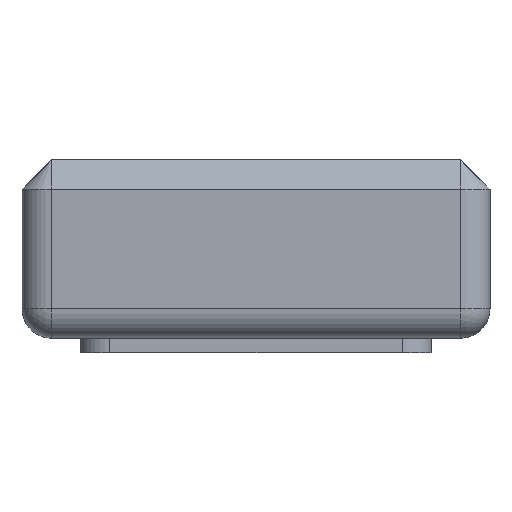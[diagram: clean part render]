
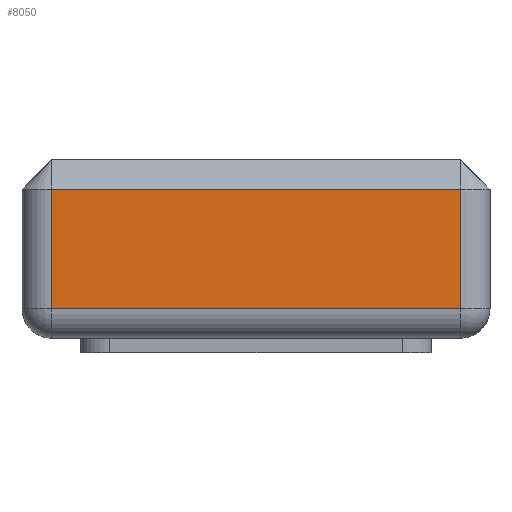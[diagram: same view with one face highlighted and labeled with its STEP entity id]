
A CAD part, left-side view. The second image highlights one B-rep face of the part: STEP entity #8050.
In plain terms, the highlighted planar face has unit normal (-1, 0, 0).
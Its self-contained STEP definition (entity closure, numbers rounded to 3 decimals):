
#7108 = PLANE('',#7109);
#7109 = AXIS2_PLACEMENT_3D('',#7110,#7111,#7112);
#7110 = CARTESIAN_POINT('',(-0.75,0.,0.305));
#7111 = DIRECTION('',(-0.707,0.,0.707));
#7112 = DIRECTION('',(0.,1.,0.));
#7364 = CYLINDRICAL_SURFACE('',#7365,0.05);
#7365 = AXIS2_PLACEMENT_3D('',#7366,#7367,#7368);
#7366 = CARTESIAN_POINT('',(-0.75,0.4,0.05));
#7367 = DIRECTION('',(0.,-1.,0.));
#7368 = DIRECTION('',(0.,0.,-1.));
#7972 = CYLINDRICAL_SURFACE('',#7973,0.05);
#7973 = AXIS2_PLACEMENT_3D('',#7974,#7975,#7976);
#7974 = CARTESIAN_POINT('',(-0.75,0.35,0.305));
#7975 = DIRECTION('',(0.,0.,-1.));
#7976 = DIRECTION('',(-1.,0.,0.));
#8050 = ADVANCED_FACE('',(#8051),#8065,.F.);
#8051 = FACE_BOUND('',#8052,.T.);
#8052 = EDGE_LOOP('',(#8053,#8088,#8111,#8134));
#8053 = ORIENTED_EDGE('',*,*,#8054,.T.);
#8054 = EDGE_CURVE('',#8055,#8057,#8059,.T.);
#8055 = VERTEX_POINT('',#8056);
#8056 = CARTESIAN_POINT('',(-0.8,-0.35,0.05));
#8057 = VERTEX_POINT('',#8058);
#8058 = CARTESIAN_POINT('',(-0.8,-0.35,0.255));
#8059 = SURFACE_CURVE('',#8060,(#8064,#8076),.PCURVE_S1.);
#8060 = LINE('',#8061,#8062);
#8061 = CARTESIAN_POINT('',(-0.8,-0.35,0.305));
#8062 = VECTOR('',#8063,1.);
#8063 = DIRECTION('',(0.,0.,1.));
#8064 = PCURVE('',#8065,#8070);
#8065 = PLANE('',#8066);
#8066 = AXIS2_PLACEMENT_3D('',#8067,#8068,#8069);
#8067 = CARTESIAN_POINT('',(-0.8,0.4,0.305));
#8068 = DIRECTION('',(1.,0.,0.));
#8069 = DIRECTION('',(0.,0.,-1.));
#8070 = DEFINITIONAL_REPRESENTATION('',(#8071),#8075);
#8071 = LINE('',#8072,#8073);
#8072 = CARTESIAN_POINT('',(-0.,-0.75));
#8073 = VECTOR('',#8074,1.);
#8074 = DIRECTION('',(-1.,0.));
#8075 = ( GEOMETRIC_REPRESENTATION_CONTEXT(2) 
PARAMETRIC_REPRESENTATION_CONTEXT() REPRESENTATION_CONTEXT('2D SPACE',''
  ) );
#8076 = PCURVE('',#8077,#8082);
#8077 = CYLINDRICAL_SURFACE('',#8078,0.05);
#8078 = AXIS2_PLACEMENT_3D('',#8079,#8080,#8081);
#8079 = CARTESIAN_POINT('',(-0.75,-0.35,0.305));
#8080 = DIRECTION('',(0.,0.,-1.));
#8081 = DIRECTION('',(-1.,0.,0.));
#8082 = DEFINITIONAL_REPRESENTATION('',(#8083),#8087);
#8083 = LINE('',#8084,#8085);
#8084 = CARTESIAN_POINT('',(6.283,0.));
#8085 = VECTOR('',#8086,1.);
#8086 = DIRECTION('',(0.,-1.));
#8087 = ( GEOMETRIC_REPRESENTATION_CONTEXT(2) 
PARAMETRIC_REPRESENTATION_CONTEXT() REPRESENTATION_CONTEXT('2D SPACE',''
  ) );
#8088 = ORIENTED_EDGE('',*,*,#8089,.T.);
#8089 = EDGE_CURVE('',#8057,#8090,#8092,.T.);
#8090 = VERTEX_POINT('',#8091);
#8091 = CARTESIAN_POINT('',(-0.8,0.35,0.255));
#8092 = SURFACE_CURVE('',#8093,(#8097,#8104),.PCURVE_S1.);
#8093 = LINE('',#8094,#8095);
#8094 = CARTESIAN_POINT('',(-0.8,0.35,0.255));
#8095 = VECTOR('',#8096,1.);
#8096 = DIRECTION('',(0.,1.,0.));
#8097 = PCURVE('',#8065,#8098);
#8098 = DEFINITIONAL_REPRESENTATION('',(#8099),#8103);
#8099 = LINE('',#8100,#8101);
#8100 = CARTESIAN_POINT('',(0.05,-0.05));
#8101 = VECTOR('',#8102,1.);
#8102 = DIRECTION('',(0.,1.));
#8103 = ( GEOMETRIC_REPRESENTATION_CONTEXT(2) 
PARAMETRIC_REPRESENTATION_CONTEXT() REPRESENTATION_CONTEXT('2D SPACE',''
  ) );
#8104 = PCURVE('',#7108,#8105);
#8105 = DEFINITIONAL_REPRESENTATION('',(#8106),#8110);
#8106 = LINE('',#8107,#8108);
#8107 = CARTESIAN_POINT('',(0.35,0.071));
#8108 = VECTOR('',#8109,1.);
#8109 = DIRECTION('',(1.,0.));
#8110 = ( GEOMETRIC_REPRESENTATION_CONTEXT(2) 
PARAMETRIC_REPRESENTATION_CONTEXT() REPRESENTATION_CONTEXT('2D SPACE',''
  ) );
#8111 = ORIENTED_EDGE('',*,*,#8112,.T.);
#8112 = EDGE_CURVE('',#8090,#8113,#8115,.T.);
#8113 = VERTEX_POINT('',#8114);
#8114 = CARTESIAN_POINT('',(-0.8,0.35,0.05));
#8115 = SURFACE_CURVE('',#8116,(#8120,#8127),.PCURVE_S1.);
#8116 = LINE('',#8117,#8118);
#8117 = CARTESIAN_POINT('',(-0.8,0.35,0.305));
#8118 = VECTOR('',#8119,1.);
#8119 = DIRECTION('',(0.,0.,-1.));
#8120 = PCURVE('',#8065,#8121);
#8121 = DEFINITIONAL_REPRESENTATION('',(#8122),#8126);
#8122 = LINE('',#8123,#8124);
#8123 = CARTESIAN_POINT('',(-0.,-0.05));
#8124 = VECTOR('',#8125,1.);
#8125 = DIRECTION('',(1.,0.));
#8126 = ( GEOMETRIC_REPRESENTATION_CONTEXT(2) 
PARAMETRIC_REPRESENTATION_CONTEXT() REPRESENTATION_CONTEXT('2D SPACE',''
  ) );
#8127 = PCURVE('',#7972,#8128);
#8128 = DEFINITIONAL_REPRESENTATION('',(#8129),#8133);
#8129 = LINE('',#8130,#8131);
#8130 = CARTESIAN_POINT('',(0.,0.));
#8131 = VECTOR('',#8132,1.);
#8132 = DIRECTION('',(0.,1.));
#8133 = ( GEOMETRIC_REPRESENTATION_CONTEXT(2) 
PARAMETRIC_REPRESENTATION_CONTEXT() REPRESENTATION_CONTEXT('2D SPACE',''
  ) );
#8134 = ORIENTED_EDGE('',*,*,#8135,.T.);
#8135 = EDGE_CURVE('',#8113,#8055,#8136,.T.);
#8136 = SURFACE_CURVE('',#8137,(#8141,#8148),.PCURVE_S1.);
#8137 = LINE('',#8138,#8139);
#8138 = CARTESIAN_POINT('',(-0.8,0.4,0.05));
#8139 = VECTOR('',#8140,1.);
#8140 = DIRECTION('',(0.,-1.,0.));
#8141 = PCURVE('',#8065,#8142);
#8142 = DEFINITIONAL_REPRESENTATION('',(#8143),#8147);
#8143 = LINE('',#8144,#8145);
#8144 = CARTESIAN_POINT('',(0.255,0.));
#8145 = VECTOR('',#8146,1.);
#8146 = DIRECTION('',(-0.,-1.));
#8147 = ( GEOMETRIC_REPRESENTATION_CONTEXT(2) 
PARAMETRIC_REPRESENTATION_CONTEXT() REPRESENTATION_CONTEXT('2D SPACE',''
  ) );
#8148 = PCURVE('',#7364,#8149);
#8149 = DEFINITIONAL_REPRESENTATION('',(#8150),#8154);
#8150 = LINE('',#8151,#8152);
#8151 = CARTESIAN_POINT('',(4.712,0.));
#8152 = VECTOR('',#8153,1.);
#8153 = DIRECTION('',(0.,1.));
#8154 = ( GEOMETRIC_REPRESENTATION_CONTEXT(2) 
PARAMETRIC_REPRESENTATION_CONTEXT() REPRESENTATION_CONTEXT('2D SPACE',''
  ) );
